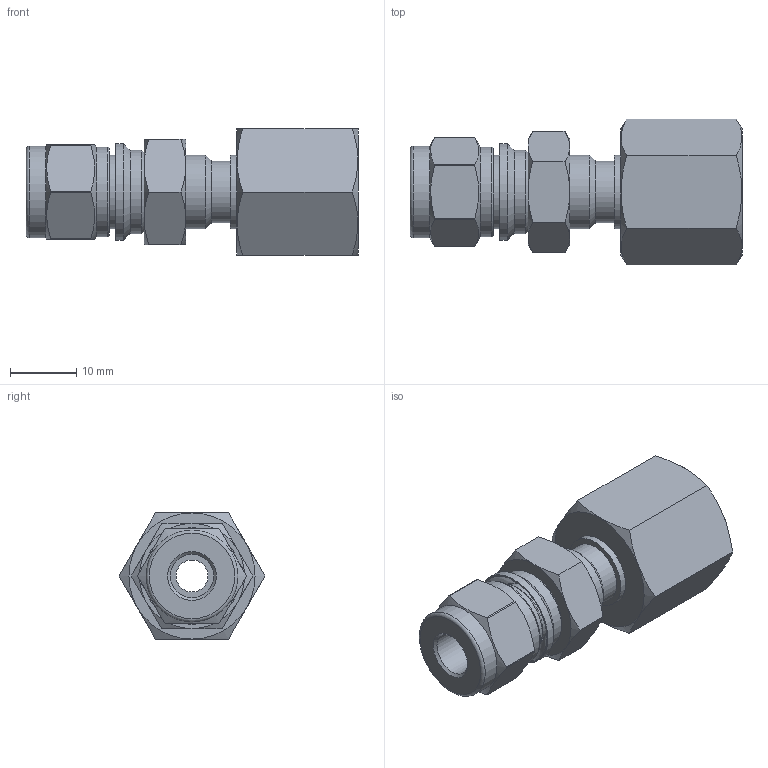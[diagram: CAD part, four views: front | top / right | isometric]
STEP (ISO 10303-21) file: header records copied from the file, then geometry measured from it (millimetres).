
FILE_DESCRIPTION(/* description */ (''),/* implementation_level */ '2;1');
FILE_NAME(/* name */ 'SFCBI-4-4N.stp',/* time_stamp */ '2022-04-29T11:52:17+09:00',/* author */ ('user'),/* organization */ (''),/* preprocessor_version */ 'ST-DEVELOPER v18.1',/* originating_system */ 'Autodesk Inventor 2022',/* authorisation */ '');
FILE_SCHEMA (('AUTOMOTIVE_DESIGN { 1 0 10303 214 3 1 1 }'));
Length unit declared in the file: millimetre
Products named in the file (1): SFCB-4-4N
Bounding box: 50.18 x 22.05 x 19.1 mm (x, y, z)
Volume: 8186.9 mm3; surface area: 4993.2 mm2
Topology: 1 solids, 1 shells, 76 faces, 166 edges, 101 vertices
Faces by surface type: plane 29, cone 26, cylinder 19, torus 2
Full cylindrical faces by diameter (mm): 4.826 x1, 6.55 x1, 9.3 x1, 9.4 x1, 10.1 x1, 10.5 x1, 11.1 x1, 11.112 x1, 11.113 x1, 12.6 x1, 13.6 x1, 13.9 x1, 14.6 x1
Entity records: 2062 total; most frequent: CARTESIAN_POINT 440, DIRECTION 339, ORIENTED_EDGE 332, EDGE_CURVE 166, AXIS2_PLACEMENT_3D 144, VERTEX_POINT 101, EDGE_LOOP 87, FACE_OUTER_BOUND 76
